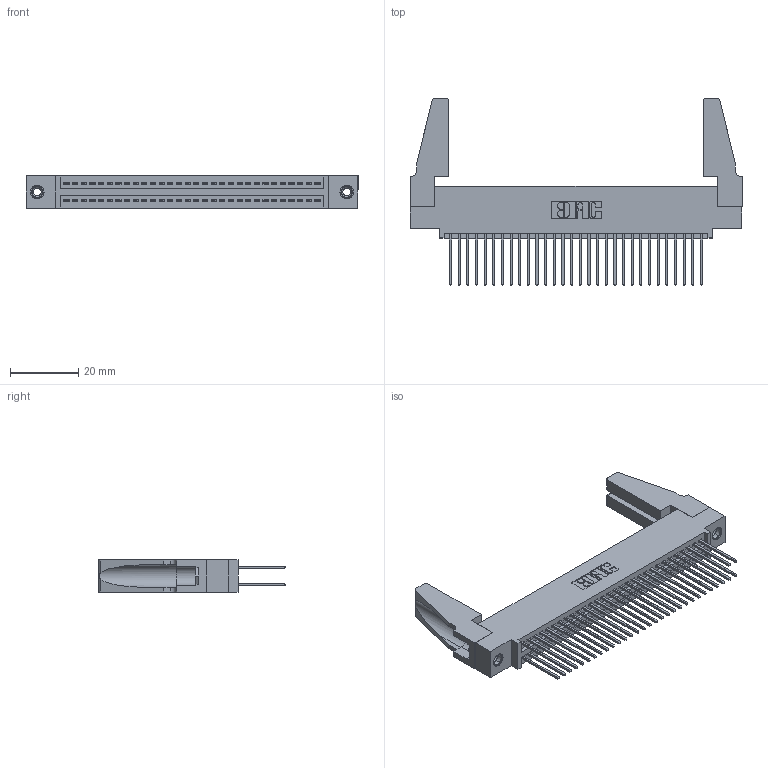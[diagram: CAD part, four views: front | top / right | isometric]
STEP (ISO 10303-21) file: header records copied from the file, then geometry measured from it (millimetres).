
FILE_DESCRIPTION (( 'STEP AP203' ), '1' );
FILE_NAME ('395-060-540-588.STEP', '2019-10-23T14:02:49', ( '' ), ( '' ), 'SwSTEP 2.0', 'SolidWorks 2016', '' );
FILE_SCHEMA (( 'CONFIG_CONTROL_DESIGN' ));
Length unit declared in the file: inch
Products named in the file (5): 345-220-078_345-220-088; 395-060-540-588; 345 Part_0.110 Offset - 0.156 Dia-TH; 345-292-001_345-293-140; 345-250-001_345-250-001-102
Assembly tree (65 placements, depth 2):
  395-060-540-588
    345 Part_0.110 Offset - 0.156 Dia-TH
    345-292-001_345-293-140  x60
    345-250-001_345-250-001-102  x2
    345-220-078_345-220-088  x2
Bounding box: 97.43 x 54.79 x 9.4 mm (x, y, z)
Volume: 12760 mm3; surface area: 18091.6 mm2
Topology: 65 solids, 65 shells, 3254 faces, 9607 edges, 6314 vertices
Faces by surface type: plane 2136, cylinder 1102, cone 12, torus 4
Entity records: 27452 total; most frequent: CARTESIAN_POINT 4610, ORIENTED_EDGE 4504, DIRECTION 4084, EDGE_CURVE 2252, LINE 1958, VECTOR 1958, VERTEX_POINT 1494, AXIS2_PLACEMENT_3D 1063
